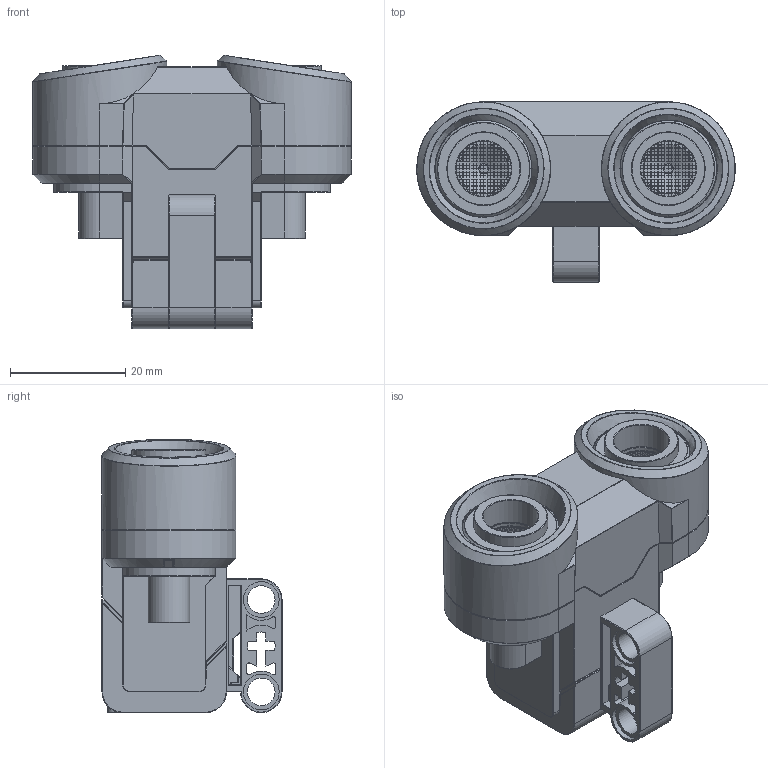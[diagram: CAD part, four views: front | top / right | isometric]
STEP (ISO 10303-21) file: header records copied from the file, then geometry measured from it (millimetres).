
FILE_DESCRIPTION(/* description */ (''),/* implementation_level */ '2;1');
FILE_NAME(/* name */ '95652.stp',/* time_stamp */ '2016-12-08T14:32:23-08:00',/* author */ ('kohfeld'),/* organization */ (''),/* preprocessor_version */ 'ST-DEVELOPER v16.1',/* originating_system */ 'Autodesk Inventor 2016',/* authorisation */ '');
FILE_SCHEMA (('AUTOMOTIVE_DESIGN { 1 0 10303 214 3 1 1 }'));
Products named in the file (9): 99378-LtBluishGray; 99376-White; 54732b-LtBluishGray; 99401-RedRubber; 99957-ElectricAlloy; 10361-TransRed; 99390-Black; 99391-LtBluishGray; 95652
Assembly tree (10 placements, depth 2):
  95652
    99378-LtBluishGray
    99376-White
    54732b-LtBluishGray
    99401-RedRubber  x2
    99957-ElectricAlloy  x2
    10361-TransRed
    99390-Black
    99391-LtBluishGray
Bounding box: 55.2 x 31.2 x 47.37 mm (x, y, z)
Volume: 18135.9 mm3; surface area: 29838.2 mm2
Topology: 14 solids, 18 shells, 2864 faces, 7213 edges, 3465 vertices
Faces by surface type: cylinder 2006, plane 460, sphere 213, torus 89, bspline 74, cone 22
Full cylindrical faces by diameter (mm): 0.04 x1128, 0.58 x12, 3.2 x1, 4.8 x4, 6.2 x6, 6.4 x2, 9.6 x4, 10.24 x6, 11.52 x4, 12.8 x6, 15.2 x4, 16.8 x2, 23.2 x2
Entity records: 65618 total; most frequent: CARTESIAN_POINT 15998, DIRECTION 11166, ORIENTED_EDGE 9422, EDGE_CURVE 4701, AXIS2_PLACEMENT_3D 4650, EDGE_LOOP 2884, VERTEX_POINT 2701, FACE_OUTER_BOUND 2204
